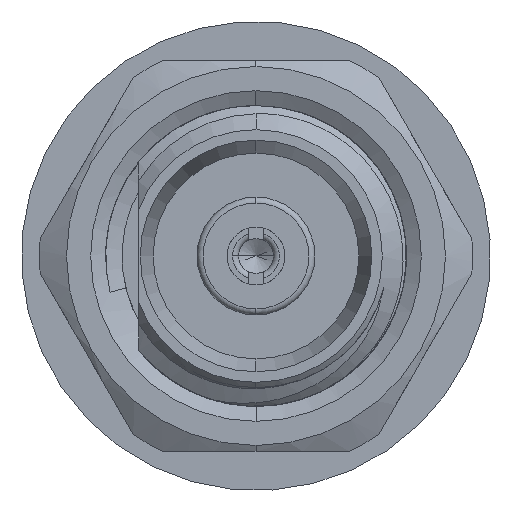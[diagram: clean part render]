
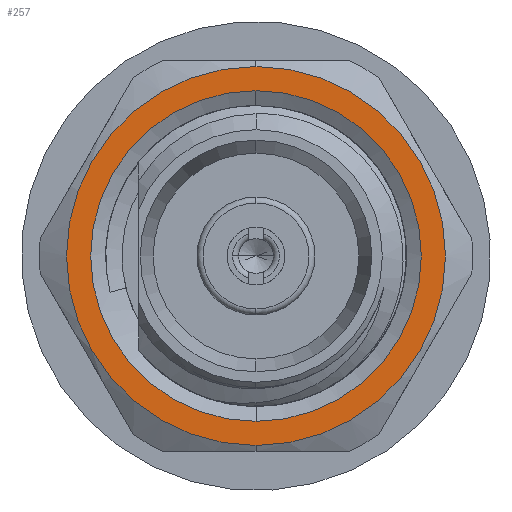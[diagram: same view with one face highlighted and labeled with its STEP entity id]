
A CAD part, left-side view. The second image highlights one B-rep face of the part: STEP entity #257.
In plain terms, the highlighted planar face has unit normal (-1, 0, 0).
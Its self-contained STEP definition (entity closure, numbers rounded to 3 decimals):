
#257 = ADVANCED_FACE ( 'NONE', ( #31708, #23125 ), #27512, .T. ) ;
#3640 = AXIS2_PLACEMENT_3D ( 'NONE', #27093, #30181, #37652 ) ;
#4099 = DIRECTION ( 'NONE',  ( 1., 0., 0. ) ) ;
#4121 = AXIS2_PLACEMENT_3D ( 'NONE', #10969, #33575, #14225 ) ;
#4248 = EDGE_CURVE ( 'NONE', #4548, #6228, #28380, .T. ) ;
#4548 = VERTEX_POINT ( 'NONE', #12206 ) ;
#4775 = DIRECTION ( 'NONE',  ( 1., 0., 0. ) ) ;
#6228 = VERTEX_POINT ( 'NONE', #20083 ) ;
#6678 = EDGE_LOOP ( 'NONE', ( #25347, #9344 ) ) ;
#9344 = ORIENTED_EDGE ( 'NONE', *, *, #39462, .F. ) ;
#10108 = EDGE_CURVE ( 'NONE', #6228, #4548, #24627, .T. ) ;
#10643 = EDGE_LOOP ( 'NONE', ( #36948, #10741 ) ) ;
#10741 = ORIENTED_EDGE ( 'NONE', *, *, #10108, .T. ) ;
#10969 = CARTESIAN_POINT ( 'NONE',  ( 4.4, 0., 0. ) ) ;
#11437 = CARTESIAN_POINT ( 'NONE',  ( 4.4, 0., 0. ) ) ;
#12206 = CARTESIAN_POINT ( 'NONE',  ( 4.4, 0., 2.749 ) ) ;
#14225 = DIRECTION ( 'NONE',  ( 0., 0., 1. ) ) ;
#14683 = DIRECTION ( 'NONE',  ( 0., 0., -1. ) ) ;
#15234 = CARTESIAN_POINT ( 'NONE',  ( 4.4, 0., 3.15 ) ) ;
#19490 = EDGE_CURVE ( 'NONE', #24003, #36418, #24046, .T. ) ;
#20083 = CARTESIAN_POINT ( 'NONE',  ( 4.4, 0., -2.749 ) ) ;
#23125 = FACE_OUTER_BOUND ( 'NONE', #6678, .T. ) ;
#23411 = CARTESIAN_POINT ( 'NONE',  ( 4.4, 0., 0. ) ) ;
#24003 = VERTEX_POINT ( 'NONE', #24938 ) ;
#24046 = CIRCLE ( 'NONE', #27399, 3.15 ) ;
#24069 = CARTESIAN_POINT ( 'NONE',  ( 4.4, 0., 0. ) ) ;
#24627 = CIRCLE ( 'NONE', #4121, 2.749 ) ;
#24938 = CARTESIAN_POINT ( 'NONE',  ( 4.4, 0., -3.15 ) ) ;
#25347 = ORIENTED_EDGE ( 'NONE', *, *, #19490, .F. ) ;
#26665 = DIRECTION ( 'NONE',  ( 0., 0., -1. ) ) ;
#26840 = CIRCLE ( 'NONE', #35627, 3.15 ) ;
#27093 = CARTESIAN_POINT ( 'NONE',  ( 4.4, 0., 0. ) ) ;
#27342 = DIRECTION ( 'NONE',  ( 0., 0., 1. ) ) ;
#27399 = AXIS2_PLACEMENT_3D ( 'NONE', #11437, #34053, #14683 ) ;
#27512 = PLANE ( 'NONE',  #3640 ) ;
#28380 = CIRCLE ( 'NONE', #41865, 2.749 ) ;
#30181 = DIRECTION ( 'NONE',  ( -1., 0., 0. ) ) ;
#31708 = FACE_BOUND ( 'NONE', #10643, .T. ) ;
#33575 = DIRECTION ( 'NONE',  ( 1., 0., 0. ) ) ;
#34053 = DIRECTION ( 'NONE',  ( 1., 0., 0. ) ) ;
#35627 = AXIS2_PLACEMENT_3D ( 'NONE', #23411, #4099, #26665 ) ;
#36418 = VERTEX_POINT ( 'NONE', #15234 ) ;
#36948 = ORIENTED_EDGE ( 'NONE', *, *, #4248, .T. ) ;
#37652 = DIRECTION ( 'NONE',  ( 0., 0., 1. ) ) ;
#39462 = EDGE_CURVE ( 'NONE', #36418, #24003, #26840, .T. ) ;
#41865 = AXIS2_PLACEMENT_3D ( 'NONE', #24069, #4775, #27342 ) ;
